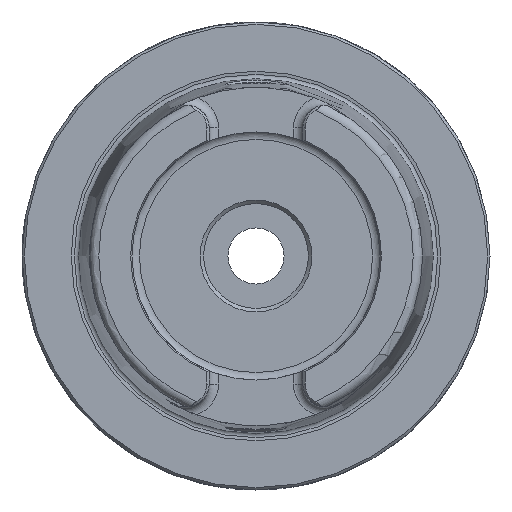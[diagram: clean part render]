
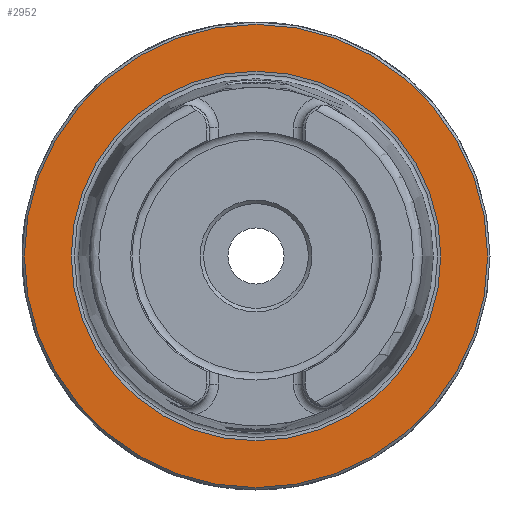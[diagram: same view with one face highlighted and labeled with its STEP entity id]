
A CAD part, left-side view. The second image highlights one B-rep face of the part: STEP entity #2952.
In plain terms, the highlighted planar face has unit normal (-1, 0, 0).
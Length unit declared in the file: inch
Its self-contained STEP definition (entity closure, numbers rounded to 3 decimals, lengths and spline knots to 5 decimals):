
#158=FACE_BOUND('',#512,.T.);
#240=PLANE('',#3198);
#345=FACE_OUTER_BOUND('',#511,.T.);
#511=EDGE_LOOP('',(#2294));
#512=EDGE_LOOP('',(#2295,#2296));
#974=CIRCLE('',#3197,1.94882);
#975=CIRCLE('',#3199,1.55442);
#976=CIRCLE('',#3200,1.55442);
#1272=VERTEX_POINT('',#6157);
#1273=VERTEX_POINT('',#6161);
#1274=VERTEX_POINT('',#6162);
#1645=EDGE_CURVE('',#1272,#1272,#974,.T.);
#1646=EDGE_CURVE('',#1273,#1274,#975,.T.);
#1647=EDGE_CURVE('',#1274,#1273,#976,.T.);
#2294=ORIENTED_EDGE('',*,*,#1645,.F.);
#2295=ORIENTED_EDGE('',*,*,#1646,.T.);
#2296=ORIENTED_EDGE('',*,*,#1647,.T.);
#2952=ADVANCED_FACE('',(#345,#158),#240,.T.);
#3197=AXIS2_PLACEMENT_3D('',#6159,#3765,#3766);
#3198=AXIS2_PLACEMENT_3D('',#6160,#3767,#3768);
#3199=AXIS2_PLACEMENT_3D('',#6163,#3769,#3770);
#3200=AXIS2_PLACEMENT_3D('',#6164,#3771,#3772);
#3765=DIRECTION('center_axis',(1.,0.,0.));
#3766=DIRECTION('ref_axis',(0.,-1.,0.));
#3767=DIRECTION('center_axis',(-1.,0.,0.));
#3768=DIRECTION('ref_axis',(0.,0.,1.));
#3769=DIRECTION('center_axis',(1.,0.,0.));
#3770=DIRECTION('ref_axis',(0.,1.,0.));
#3771=DIRECTION('center_axis',(1.,0.,0.));
#3772=DIRECTION('ref_axis',(0.,1.,0.));
#6157=CARTESIAN_POINT('',(0.,1.94882,0.));
#6159=CARTESIAN_POINT('Origin',(0.,0.,0.));
#6160=CARTESIAN_POINT('Origin',(0.,0.98425,0.));
#6161=CARTESIAN_POINT('',(0.,1.55442,0.));
#6162=CARTESIAN_POINT('',(0.,-1.55442,0.));
#6163=CARTESIAN_POINT('Origin',(0.,0.,0.));
#6164=CARTESIAN_POINT('Origin',(0.,0.,0.));
